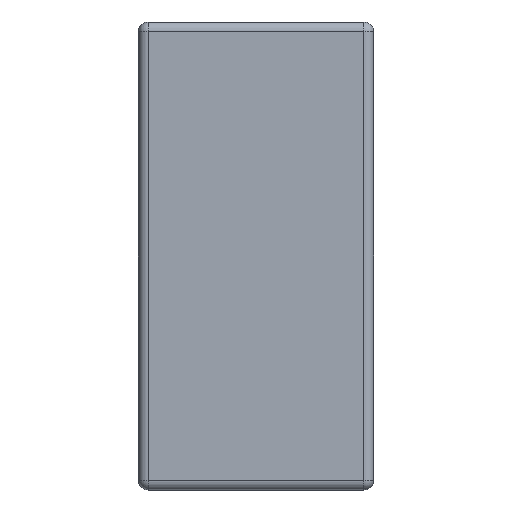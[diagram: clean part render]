
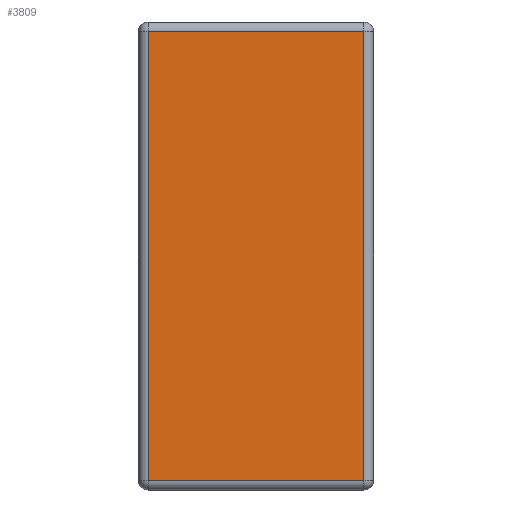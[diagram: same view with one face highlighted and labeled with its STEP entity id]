
A CAD part, left-side view. The second image highlights one B-rep face of the part: STEP entity #3809.
In plain terms, the highlighted planar face has unit normal (-1, 0, 0).
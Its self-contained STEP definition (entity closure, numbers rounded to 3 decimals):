
#352 = PLANE ( 'NONE',  #4486 ) ;
#372 = VECTOR ( 'NONE', #3318, 1000. ) ;
#495 = CARTESIAN_POINT ( 'NONE',  ( 0., 0.939, -1.95 ) ) ;
#585 = EDGE_CURVE ( 'NONE', #1774, #4078, #2021, .T. ) ;
#982 = CARTESIAN_POINT ( 'NONE',  ( 0., 0.939, -0.041 ) ) ;
#1124 = EDGE_CURVE ( 'NONE', #4078, #3802, #3295, .T. ) ;
#1148 = CARTESIAN_POINT ( 'NONE',  ( 0., 0.041, 0. ) ) ;
#1167 = DIRECTION ( 'NONE',  ( 0., 0., -1. ) ) ;
#1349 = CARTESIAN_POINT ( 'NONE',  ( 0., 0.98, -0.041 ) ) ;
#1663 = FACE_OUTER_BOUND ( 'NONE', #4581, .T. ) ;
#1774 = VERTEX_POINT ( 'NONE', #3982 ) ;
#2021 = LINE ( 'NONE', #3841, #4225 ) ;
#2033 = ORIENTED_EDGE ( 'NONE', *, *, #585, .T. ) ;
#2080 = ORIENTED_EDGE ( 'NONE', *, *, #2361, .T. ) ;
#2227 = DIRECTION ( 'NONE',  ( -1., 0., 0. ) ) ;
#2361 = EDGE_CURVE ( 'NONE', #3713, #1774, #4215, .T. ) ;
#2507 = EDGE_CURVE ( 'NONE', #3802, #3713, #4681, .T. ) ;
#2673 = ORIENTED_EDGE ( 'NONE', *, *, #2507, .T. ) ;
#2685 = VECTOR ( 'NONE', #2826, 1000. ) ;
#2826 = DIRECTION ( 'NONE',  ( 0., 1., 0. ) ) ;
#2989 = VECTOR ( 'NONE', #1167, 1000. ) ;
#3289 = CARTESIAN_POINT ( 'NONE',  ( 0., 0., 0. ) ) ;
#3295 = LINE ( 'NONE', #1148, #372 ) ;
#3318 = DIRECTION ( 'NONE',  ( 0., 0., 1. ) ) ;
#3383 = CARTESIAN_POINT ( 'NONE',  ( 0., 0.041, -1.909 ) ) ;
#3402 = ORIENTED_EDGE ( 'NONE', *, *, #1124, .T. ) ;
#3713 = VERTEX_POINT ( 'NONE', #982 ) ;
#3802 = VERTEX_POINT ( 'NONE', #3992 ) ;
#3809 = ADVANCED_FACE ( 'NONE', ( #1663 ), #352, .T. ) ;
#3841 = CARTESIAN_POINT ( 'NONE',  ( 0., 0., -1.909 ) ) ;
#3919 = DIRECTION ( 'NONE',  ( 0., -1., 0. ) ) ;
#3982 = CARTESIAN_POINT ( 'NONE',  ( 0., 0.939, -1.909 ) ) ;
#3992 = CARTESIAN_POINT ( 'NONE',  ( 0., 0.041, -0.041 ) ) ;
#4078 = VERTEX_POINT ( 'NONE', #3383 ) ;
#4215 = LINE ( 'NONE', #495, #2989 ) ;
#4225 = VECTOR ( 'NONE', #3919, 1000. ) ;
#4486 = AXIS2_PLACEMENT_3D ( 'NONE', #3289, #2227, #4759 ) ;
#4581 = EDGE_LOOP ( 'NONE', ( #2033, #3402, #2673, #2080 ) ) ;
#4681 = LINE ( 'NONE', #1349, #2685 ) ;
#4759 = DIRECTION ( 'NONE',  ( 0., 0., 1. ) ) ;
